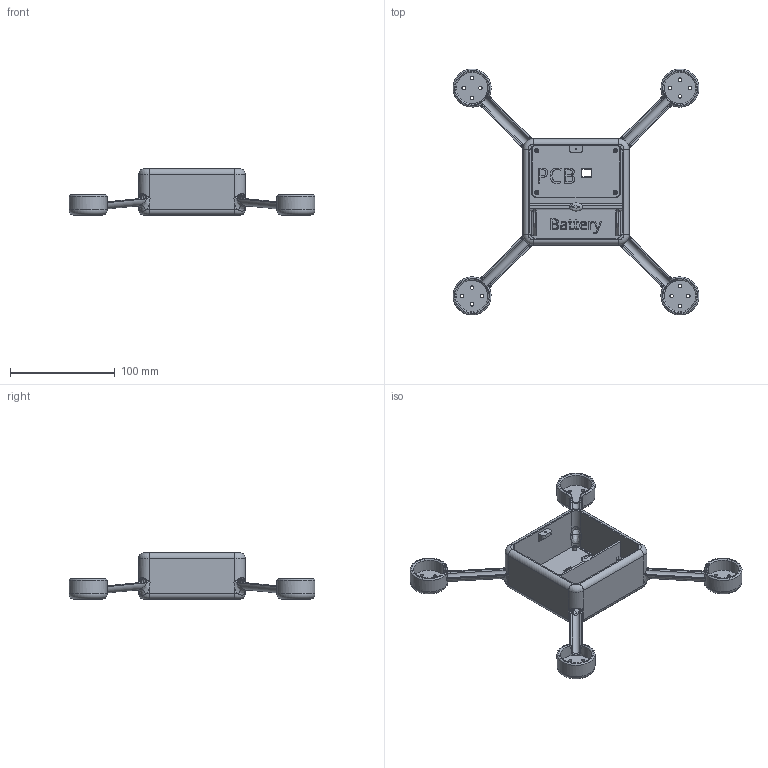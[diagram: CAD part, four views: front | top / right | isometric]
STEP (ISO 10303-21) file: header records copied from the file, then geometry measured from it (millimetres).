
FILE_DESCRIPTION(/* description */ ('STEP AP242','CAx-IF Rec.Pracs.---Representation and Presentation of Product Manufacturing Information (PMI)---4.0---2014-10-13','CAx-IF Rec.Pracs.---3D Tessellated Geometry---0.4---2014-09-14','2;1'),/* implementation_level */ '2;1');
FILE_NAME(/* name */ '647941a524904f64a44322cf',/* time_stamp */ '2023-06-02T01:11:02Z',/* author */ (''),/* organization */ (''),/* preprocessor_version */ 'ST-DEVELOPER v19.4',/* originating_system */ ' ',/* authorisation */ ' ');
FILE_SCHEMA (('AP242_MANAGED_MODEL_BASED_3D_ENGINEERING_MIM_LF { 1 0 10303 442 1 1 4 }'));
Length unit declared in the file: metre
Products named in the file (1): Part 1
Bounding box: 234.98 x 234.98 x 44.45 mm (x, y, z)
Volume: 182437.7 mm3; surface area: 86807.1 mm2
Topology: 1 solids, 1 shells, 622 faces, 1608 edges, 1020 vertices
Faces by surface type: plane 239, bspline 237, cylinder 126, torus 20
Full cylindrical faces by diameter (mm): 1.6 x5, 3.35 x16, 4 x4, 6.35 x16, 7.62 x4, 36.35 x4
Entity records: 26911 total; most frequent: CARTESIAN_POINT 13555, ORIENTED_EDGE 3052, DIRECTION 2144, EDGE_CURVE 1526, VERTEX_POINT 1004, EDGE_LOOP 768, FACE_BOUND 768, AXIS2_PLACEMENT_3D 735
